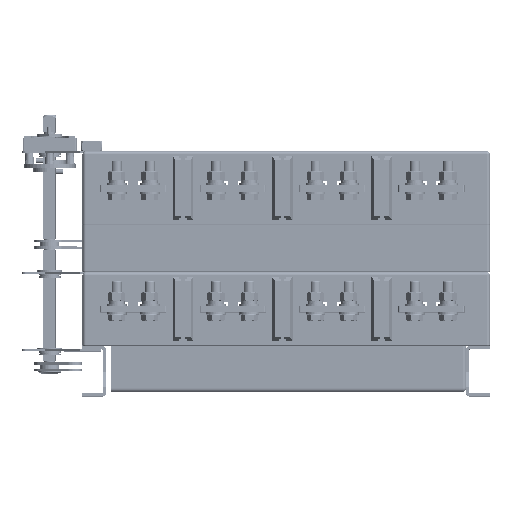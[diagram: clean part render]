
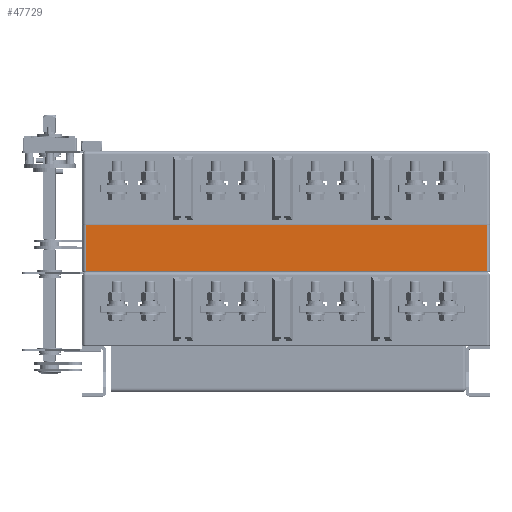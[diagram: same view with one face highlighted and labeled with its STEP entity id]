
A CAD part, top view. The second image highlights one B-rep face of the part: STEP entity #47729.
In plain terms, the highlighted face is planar.
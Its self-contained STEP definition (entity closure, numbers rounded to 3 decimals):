
#1804 = CARTESIAN_POINT ( 'NONE',  ( 241.9, 55.5, -99.85 ) ) ;
#2017 = CARTESIAN_POINT ( 'NONE',  ( 241.9, 56.5, -99.85 ) ) ;
#2931 = VECTOR ( 'NONE', #33436, 1000. ) ;
#3325 = LINE ( 'NONE', #2017, #47504 ) ;
#3496 = VECTOR ( 'NONE', #14880, 1000. ) ;
#5001 = DIRECTION ( 'NONE',  ( 1., 0., 0. ) ) ;
#9679 = CARTESIAN_POINT ( 'NONE',  ( -241.9, 0., -99.85 ) ) ;
#10027 = EDGE_CURVE ( 'NONE', #32791, #22127, #45498, .T. ) ;
#13839 = EDGE_CURVE ( 'NONE', #22127, #22282, #3325, .T. ) ;
#14572 = DIRECTION ( 'NONE',  ( 1., 0., 0. ) ) ;
#14880 = DIRECTION ( 'NONE',  ( -1., 0., 0. ) ) ;
#19995 = CARTESIAN_POINT ( 'NONE',  ( -245.9, 56.5, -99.85 ) ) ;
#21017 = DIRECTION ( 'NONE',  ( 0., -1., 0. ) ) ;
#21529 = ORIENTED_EDGE ( 'NONE', *, *, #31083, .T. ) ;
#22127 = VERTEX_POINT ( 'NONE', #1804 ) ;
#22282 = VERTEX_POINT ( 'NONE', #25470 ) ;
#22483 = ORIENTED_EDGE ( 'NONE', *, *, #13839, .T. ) ;
#22591 = LINE ( 'NONE', #41066, #3496 ) ;
#22837 = ORIENTED_EDGE ( 'NONE', *, *, #36948, .T. ) ;
#23848 = DIRECTION ( 'NONE',  ( 0., 0., 1. ) ) ;
#24415 = LINE ( 'NONE', #48967, #2931 ) ;
#25470 = CARTESIAN_POINT ( 'NONE',  ( 241.9, 0., -99.85 ) ) ;
#30227 = CARTESIAN_POINT ( 'NONE',  ( -245.9, 55.5, -99.85 ) ) ;
#30696 = EDGE_LOOP ( 'NONE', ( #21529, #37220, #22483, #22837 ) ) ;
#31083 = EDGE_CURVE ( 'NONE', #48944, #32791, #24415, .T. ) ;
#31206 = AXIS2_PLACEMENT_3D ( 'NONE', #19995, #23848, #5001 ) ;
#32557 = FACE_OUTER_BOUND ( 'NONE', #30696, .T. ) ;
#32791 = VERTEX_POINT ( 'NONE', #45662 ) ;
#33436 = DIRECTION ( 'NONE',  ( 0., 1., 0. ) ) ;
#36948 = EDGE_CURVE ( 'NONE', #22282, #48944, #22591, .T. ) ;
#37220 = ORIENTED_EDGE ( 'NONE', *, *, #10027, .T. ) ;
#37763 = VECTOR ( 'NONE', #14572, 1000. ) ;
#39041 = PLANE ( 'NONE',  #31206 ) ;
#41066 = CARTESIAN_POINT ( 'NONE',  ( -245.9, 0., -99.85 ) ) ;
#45498 = LINE ( 'NONE', #30227, #37763 ) ;
#45662 = CARTESIAN_POINT ( 'NONE',  ( -241.9, 55.5, -99.85 ) ) ;
#47504 = VECTOR ( 'NONE', #21017, 1000. ) ;
#47729 = ADVANCED_FACE ( 'NONE', ( #32557 ), #39041, .F. ) ;
#48944 = VERTEX_POINT ( 'NONE', #9679 ) ;
#48967 = CARTESIAN_POINT ( 'NONE',  ( -241.9, 56.5, -99.85 ) ) ;
